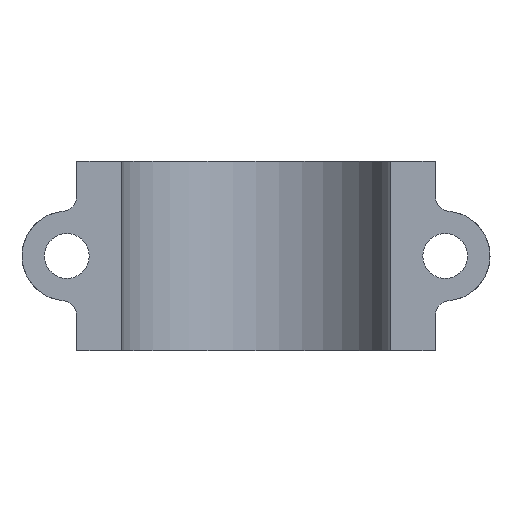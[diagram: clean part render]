
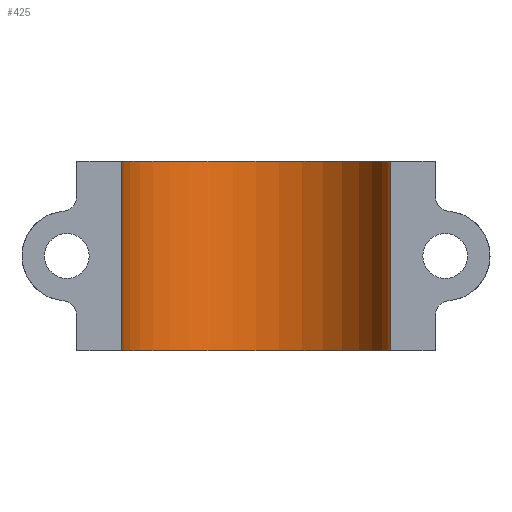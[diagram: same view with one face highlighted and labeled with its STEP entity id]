
A CAD part, front view. The second image highlights one B-rep face of the part: STEP entity #425.
In plain terms, the highlighted cylindrical face has radius 27 mm (diameter 54 mm), a partial arc.
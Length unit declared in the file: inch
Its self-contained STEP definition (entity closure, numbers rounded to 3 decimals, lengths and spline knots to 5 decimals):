
#58 = LINE ( 'NONE', #706, #808 ) ;
#81 = EDGE_CURVE ( 'NONE', #1748, #1161, #58, .T. ) ;
#145 = LINE ( 'NONE', #1326, #1634 ) ;
#157 = ORIENTED_EDGE ( 'NONE', *, *, #560, .F. ) ;
#180 = EDGE_CURVE ( 'NONE', #1575, #1748, #726, .T. ) ;
#187 = EDGE_CURVE ( 'NONE', #1954, #1161, #1884, .T. ) ;
#201 = CARTESIAN_POINT ( 'NONE',  ( 1.06299, -7.92126, 0.74803 ) ) ;
#254 = FACE_OUTER_BOUND ( 'NONE', #649, .T. ) ;
#288 = CARTESIAN_POINT ( 'NONE',  ( 0., -7.92126, 0.74803 ) ) ;
#404 = AXIS2_PLACEMENT_3D ( 'NONE', #1381, #897, #1668 ) ;
#425 = ADVANCED_FACE ( 'NONE', ( #254 ), #1075, .F. ) ;
#432 = AXIS2_PLACEMENT_3D ( 'NONE', #592, #2013, #1230 ) ;
#560 = EDGE_CURVE ( 'NONE', #1575, #1954, #145, .T. ) ;
#592 = CARTESIAN_POINT ( 'NONE',  ( 0., -7.92126, -0.74803 ) ) ;
#649 = EDGE_LOOP ( 'NONE', ( #1454, #1046, #157, #1726 ) ) ;
#706 = CARTESIAN_POINT ( 'NONE',  ( -1.06299, -7.92126, 0.74803 ) ) ;
#726 = CIRCLE ( 'NONE', #404, 1.06299 ) ;
#808 = VECTOR ( 'NONE', #1309, 39.37008 ) ;
#897 = DIRECTION ( 'NONE',  ( 0., 0., 1. ) ) ;
#1046 = ORIENTED_EDGE ( 'NONE', *, *, #187, .F. ) ;
#1075 = CYLINDRICAL_SURFACE ( 'NONE', #1096, 1.06299 ) ;
#1096 = AXIS2_PLACEMENT_3D ( 'NONE', #288, #1842, #1231 ) ;
#1161 = VERTEX_POINT ( 'NONE', #1165 ) ;
#1165 = CARTESIAN_POINT ( 'NONE',  ( -1.06299, -7.92126, -0.74803 ) ) ;
#1230 = DIRECTION ( 'NONE',  ( 1., 0., 0. ) ) ;
#1231 = DIRECTION ( 'NONE',  ( -1., 0., 0. ) ) ;
#1309 = DIRECTION ( 'NONE',  ( 0., 0., -1. ) ) ;
#1326 = CARTESIAN_POINT ( 'NONE',  ( 1.06299, -7.92126, 0.74803 ) ) ;
#1381 = CARTESIAN_POINT ( 'NONE',  ( 0., -7.92126, 0.74803 ) ) ;
#1448 = CARTESIAN_POINT ( 'NONE',  ( 1.06299, -7.92126, -0.74803 ) ) ;
#1454 = ORIENTED_EDGE ( 'NONE', *, *, #81, .T. ) ;
#1575 = VERTEX_POINT ( 'NONE', #201 ) ;
#1634 = VECTOR ( 'NONE', #1914, 39.37008 ) ;
#1668 = DIRECTION ( 'NONE',  ( 1., 0., 0. ) ) ;
#1688 = CARTESIAN_POINT ( 'NONE',  ( -1.06299, -7.92126, 0.74803 ) ) ;
#1726 = ORIENTED_EDGE ( 'NONE', *, *, #180, .T. ) ;
#1748 = VERTEX_POINT ( 'NONE', #1688 ) ;
#1842 = DIRECTION ( 'NONE',  ( 0., 0., -1. ) ) ;
#1884 = CIRCLE ( 'NONE', #432, 1.06299 ) ;
#1914 = DIRECTION ( 'NONE',  ( 0., 0., -1. ) ) ;
#1954 = VERTEX_POINT ( 'NONE', #1448 ) ;
#2013 = DIRECTION ( 'NONE',  ( 0., 0., 1. ) ) ;
